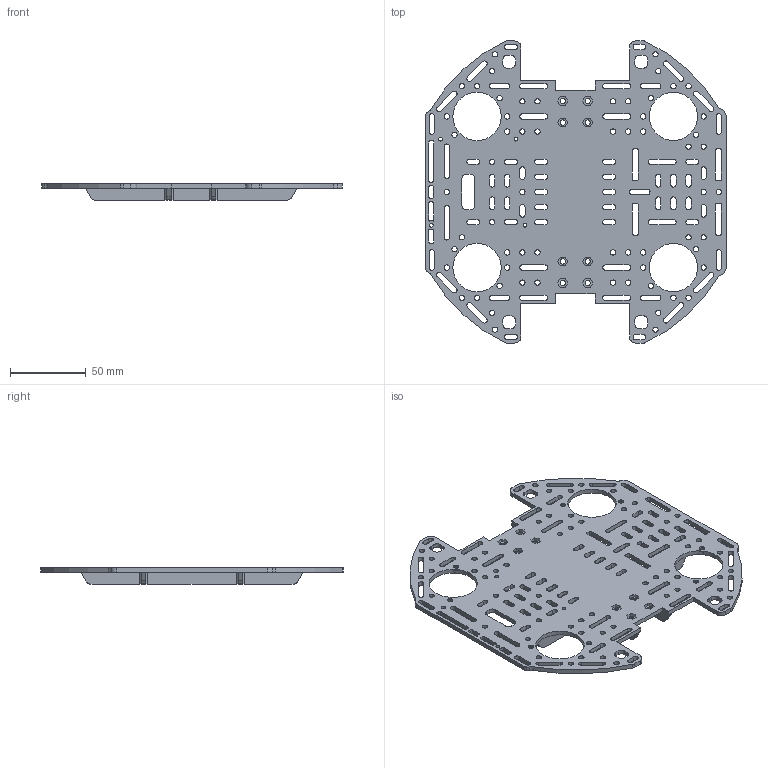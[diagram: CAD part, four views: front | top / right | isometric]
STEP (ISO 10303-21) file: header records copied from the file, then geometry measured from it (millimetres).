
FILE_DESCRIPTION(('STEP AP203'), '1');
FILE_NAME('plastic_platform', '', ('UNSPECIFIED'), ('UNSPECIFIED'), 'C3D Converter', 'C3D Toolkit', '');
FILE_SCHEMA(('CONFIG_CONTROL_DESIGN'));
Length unit declared in the file: millimetre
Products named in the file (1): -v6.1
Bounding box: 199 x 200 x 11 mm (x, y, z)
Volume: 83977.7 mm3; surface area: 69801.3 mm2
Topology: 1 solids, 1 shells, 702 faces, 2030 edges, 1352 vertices
Faces by surface type: plane 381, cylinder 280, extrusion 33, bspline 8
Full cylindrical faces by diameter (mm): 2.5 x3, 3.5 x71, 32 x4
Entity records: 29622 total; most frequent: CARTESIAN_POINT 4805, ORIENTED_EDGE 3904, DIRECTION 3787, EDGE_CURVE 1952, VERTEX_POINT 1352, VECTOR 1343, LINE 1310, AXIS2_PLACEMENT_3D 1222
